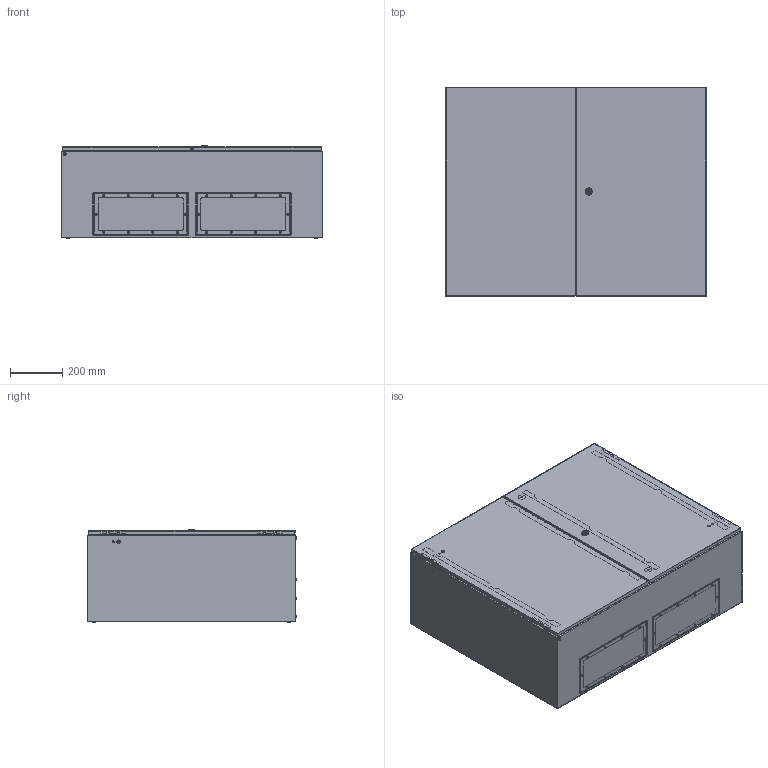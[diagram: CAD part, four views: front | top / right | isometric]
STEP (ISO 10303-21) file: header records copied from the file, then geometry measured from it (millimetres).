
FILE_DESCRIPTION (( 'STEP AP214' ), '1' );
FILE_NAME ('3331-1080-35-07.step', '2023-12-20T12:36:54', ( '' ), ( '' ), 'SwSTEP 2.0', 'SolidWorks 2019', '' );
FILE_SCHEMA (( 'AUTOMOTIVE_DESIGN' ));
Length unit declared in the file: millimetre
Products named in the file (7): Tuer_lp_wg_3331-1080-01-97; Korpus_wg_1080-35; Tuer2_wg_3331-1080-05-97; Montageplattenbeipack_wg_1080; 3331-1080-35-07; Kabeleinfuehrungsplatte_wg_3080-7035-12-27; Tuer_gg_wg_3331-1080-02-97
Assembly tree (7 placements, depth 3):
  3331-1080-35-07
    Korpus_wg_1080-35
    Tuer2_wg_3331-1080-05-97
      Tuer_gg_wg_3331-1080-02-97
      Tuer_lp_wg_3331-1080-01-97
    Kabeleinfuehrungsplatte_wg_3080-7035-12-27  x2
    Montageplattenbeipack_wg_1080
Bounding box: 1000 x 803.1 x 356.5 mm (x, y, z)
Volume: 5421650.3 mm3; surface area: 6370185.7 mm2
Topology: 45 solids, 45 shells, 2649 faces, 6741 edges, 4331 vertices
Faces by surface type: plane 1483, cylinder 842, cone 234, torus 48, sphere 26, bspline 16
Entity records: 87169 total; most frequent: CARTESIAN_POINT 21290, DIRECTION 11719, ORIENTED_EDGE 11474, EDGE_CURVE 5737, AXIS2_PLACEMENT_3D 4196, VERTEX_POINT 3707, LINE 3327, VECTOR 3327
